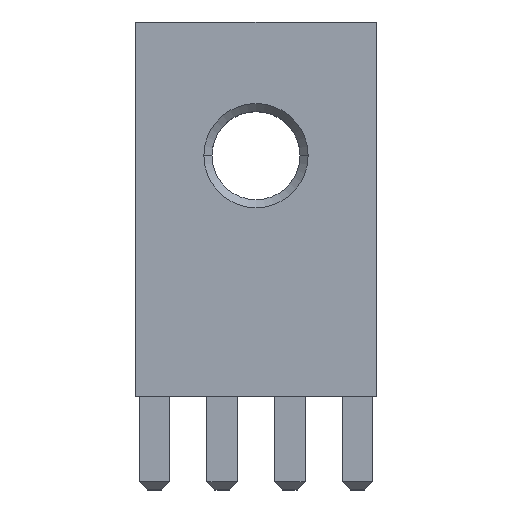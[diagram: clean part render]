
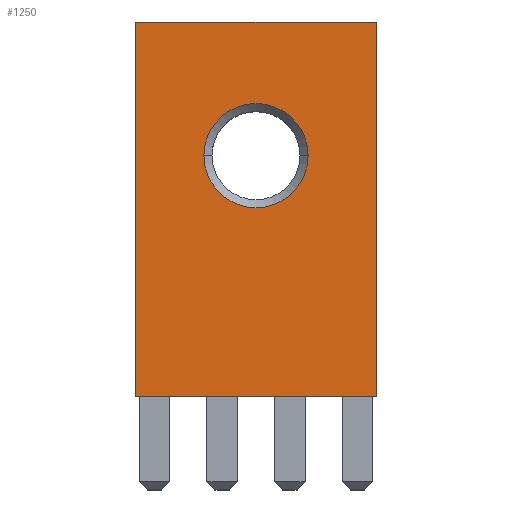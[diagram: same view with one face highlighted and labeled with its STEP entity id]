
A CAD part, top view. The second image highlights one B-rep face of the part: STEP entity #1250.
In plain terms, the highlighted planar face has unit normal (0, 0, 1).
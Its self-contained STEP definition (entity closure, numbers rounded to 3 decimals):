
#77 = AXIS2_PLACEMENT_3D ( 'NONE', #1283, #1657, #879 ) ;
#108 = DIRECTION ( 'NONE',  ( -1., 0., 0. ) ) ;
#120 = VERTEX_POINT ( 'NONE', #321 ) ;
#209 = AXIS2_PLACEMENT_3D ( 'NONE', #2339, #2470, #108 ) ;
#249 = ORIENTED_EDGE ( 'NONE', *, *, #4066, .T. ) ;
#310 = DIRECTION ( 'NONE',  ( 1., 0., 0. ) ) ;
#321 = CARTESIAN_POINT ( 'NONE',  ( -4.5, 14., 4.5 ) ) ;
#364 = CARTESIAN_POINT ( 'NONE',  ( -4.5, 14., 4.5 ) ) ;
#535 = CARTESIAN_POINT ( 'NONE',  ( 4.5, 14., 4.5 ) ) ;
#565 = FACE_OUTER_BOUND ( 'NONE', #3607, .T. ) ;
#696 = VECTOR ( 'NONE', #1875, 1000. ) ;
#879 = DIRECTION ( 'NONE',  ( -1., 0., 0. ) ) ;
#985 = VERTEX_POINT ( 'NONE', #535 ) ;
#1250 = ADVANCED_FACE ( 'NONE', ( #3090, #565 ), #2316, .F. ) ;
#1283 = CARTESIAN_POINT ( 'NONE',  ( 0., 9., 4.5 ) ) ;
#1321 = CARTESIAN_POINT ( 'NONE',  ( 4.5, 3., 4.5 ) ) ;
#1394 = CARTESIAN_POINT ( 'NONE',  ( 1.95, 9., 4.5 ) ) ;
#1506 = ORIENTED_EDGE ( 'NONE', *, *, #5073, .T. ) ;
#1657 = DIRECTION ( 'NONE',  ( 0., 0., -1. ) ) ;
#1664 = ORIENTED_EDGE ( 'NONE', *, *, #2291, .F. ) ;
#1714 = CARTESIAN_POINT ( 'NONE',  ( 4.5, 0., 4.5 ) ) ;
#1783 = ORIENTED_EDGE ( 'NONE', *, *, #3053, .F. ) ;
#1818 = CIRCLE ( 'NONE', #77, 1.95 ) ;
#1834 = VECTOR ( 'NONE', #3289, 1000. ) ;
#1875 = DIRECTION ( 'NONE',  ( 1., 0., 0. ) ) ;
#1917 = LINE ( 'NONE', #364, #2410 ) ;
#2291 = EDGE_CURVE ( 'NONE', #120, #985, #1917, .T. ) ;
#2316 = PLANE ( 'NONE',  #3285 ) ;
#2339 = CARTESIAN_POINT ( 'NONE',  ( 0., 9., 4.5 ) ) ;
#2410 = VECTOR ( 'NONE', #310, 1000. ) ;
#2470 = DIRECTION ( 'NONE',  ( 0., 0., -1. ) ) ;
#2528 = VERTEX_POINT ( 'NONE', #1714 ) ;
#2602 = ORIENTED_EDGE ( 'NONE', *, *, #4590, .T. ) ;
#2641 = EDGE_LOOP ( 'NONE', ( #249, #2602 ) ) ;
#3053 = EDGE_CURVE ( 'NONE', #985, #2528, #4857, .T. ) ;
#3090 = FACE_BOUND ( 'NONE', #2641, .T. ) ;
#3285 = AXIS2_PLACEMENT_3D ( 'NONE', #3527, #3958, #4342 ) ;
#3289 = DIRECTION ( 'NONE',  ( 0., -1., 0. ) ) ;
#3420 = CARTESIAN_POINT ( 'NONE',  ( -4.5, 3., 4.5 ) ) ;
#3496 = VECTOR ( 'NONE', #4938, 1000. ) ;
#3527 = CARTESIAN_POINT ( 'NONE',  ( -4.5, 3., 4.5 ) ) ;
#3607 = EDGE_LOOP ( 'NONE', ( #1506, #1783, #1664, #4870 ) ) ;
#3679 = CARTESIAN_POINT ( 'NONE',  ( -1.95, 9., 4.5 ) ) ;
#3834 = VERTEX_POINT ( 'NONE', #4917 ) ;
#3862 = CIRCLE ( 'NONE', #209, 1.95 ) ;
#3869 = EDGE_CURVE ( 'NONE', #120, #3834, #3992, .T. ) ;
#3958 = DIRECTION ( 'NONE',  ( 0., 0., -1. ) ) ;
#3992 = LINE ( 'NONE', #3420, #3496 ) ;
#4066 = EDGE_CURVE ( 'NONE', #4887, #4221, #3862, .T. ) ;
#4099 = LINE ( 'NONE', #4667, #696 ) ;
#4221 = VERTEX_POINT ( 'NONE', #3679 ) ;
#4342 = DIRECTION ( 'NONE',  ( -1., 0., 0. ) ) ;
#4590 = EDGE_CURVE ( 'NONE', #4221, #4887, #1818, .T. ) ;
#4667 = CARTESIAN_POINT ( 'NONE',  ( -4.5, 0., 4.5 ) ) ;
#4857 = LINE ( 'NONE', #1321, #1834 ) ;
#4870 = ORIENTED_EDGE ( 'NONE', *, *, #3869, .T. ) ;
#4887 = VERTEX_POINT ( 'NONE', #1394 ) ;
#4917 = CARTESIAN_POINT ( 'NONE',  ( -4.5, 0., 4.5 ) ) ;
#4938 = DIRECTION ( 'NONE',  ( 0., -1., 0. ) ) ;
#5073 = EDGE_CURVE ( 'NONE', #3834, #2528, #4099, .T. ) ;
